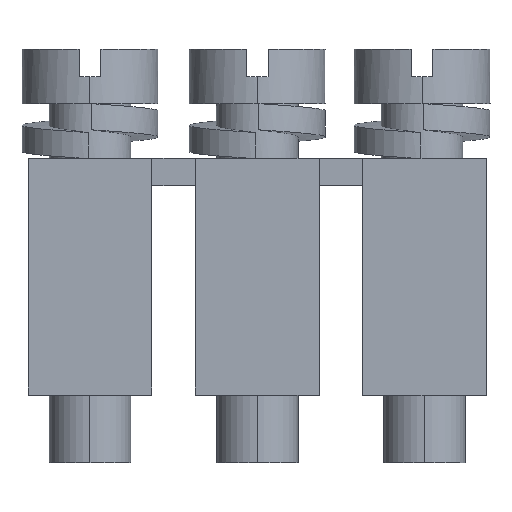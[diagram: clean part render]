
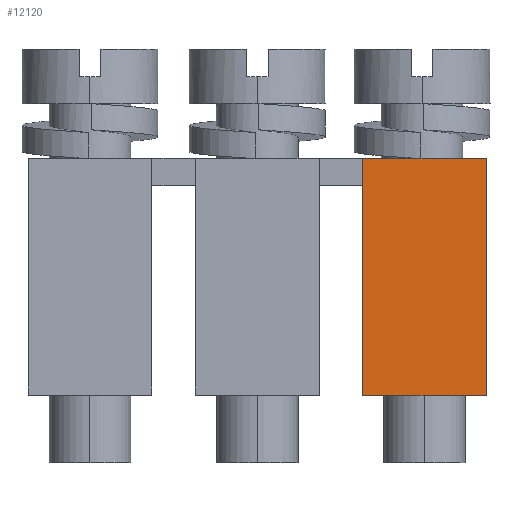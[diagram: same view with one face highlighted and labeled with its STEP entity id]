
A CAD part, front view. The second image highlights one B-rep face of the part: STEP entity #12120.
In plain terms, the highlighted face is planar.
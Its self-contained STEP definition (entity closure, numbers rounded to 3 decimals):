
#5640=CARTESIAN_POINT('',(29.6,86.7,-7.7));
#5650=VERTEX_POINT('',#5640);
#5680=CARTESIAN_POINT('',(29.6,82.15,-7.7));
#5690=DIRECTION('',(0.,1.,0.));
#5700=VECTOR('',#5690,1.);
#5710=LINE('',#5680,#5700);
#5720=CARTESIAN_POINT('',(29.6,82.15,-7.7));
#5730=VERTEX_POINT('',#5720);
#5740=EDGE_CURVE('',#5730,#5650,#5710,.T.);
#10180=CARTESIAN_POINT('',(29.6,86.7,1.));
#10190=DIRECTION('',(0.,-1.,0.));
#10200=VECTOR('',#10190,1.);
#10210=LINE('',#10180,#10200);
#10220=CARTESIAN_POINT('',(29.6,86.7,1.));
#10230=VERTEX_POINT('',#10220);
#10240=CARTESIAN_POINT('',(29.6,82.15,1.));
#10250=VERTEX_POINT('',#10240);
#10260=EDGE_CURVE('',#10230,#10250,#10210,.T.);
#11910=CARTESIAN_POINT('',(29.6,82.15,1.));
#11920=DIRECTION('',(1.,0.,0.));
#11930=DIRECTION('',(0.,-1.,0.));
#11940=AXIS2_PLACEMENT_3D('',#11910,#11920,#11930);
#11950=PLANE('',#11940);
#11960=ORIENTED_EDGE('',*,*,#10260,.F.);
#11970=CARTESIAN_POINT('',(29.6,82.15,0.));
#11980=DIRECTION('',(0.,0.,-1.));
#11990=VECTOR('',#11980,1.);
#12000=LINE('',#11970,#11990);
#12010=EDGE_CURVE('',#10250,#5730,#12000,.T.);
#12020=ORIENTED_EDGE('',*,*,#12010,.F.);
#12030=ORIENTED_EDGE('',*,*,#5740,.F.);
#12040=CARTESIAN_POINT('',(29.6,86.7,0.));
#12050=DIRECTION('',(0.,0.,-1.));
#12060=VECTOR('',#12050,1.);
#12070=LINE('',#12040,#12060);
#12080=EDGE_CURVE('',#10230,#5650,#12070,.T.);
#12090=ORIENTED_EDGE('',*,*,#12080,.T.);
#12100=EDGE_LOOP('',(#12090,#12030,#12020,#11960));
#12110=FACE_OUTER_BOUND('',#12100,.T.);
#12120=ADVANCED_FACE('',(#12110),#11950,.F.);
